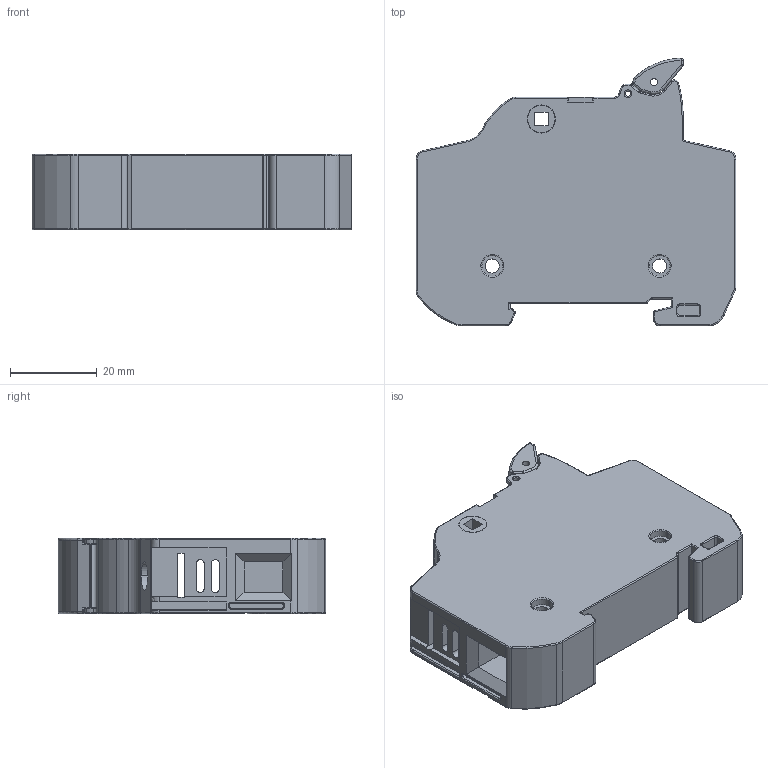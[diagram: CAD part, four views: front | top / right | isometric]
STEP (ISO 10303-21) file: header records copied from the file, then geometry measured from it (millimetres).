
FILE_DESCRIPTION (( 'STEP AP214' ), '1' );
FILE_NAME ('EHCC1DU-12.STEP', '2012-06-01T17:43:33', ( '.adc' ), ( '' ), 'SwSTEP 2.0', 'SolidWorks 2011', '' );
FILE_SCHEMA (( 'AUTOMOTIVE_DESIGN' ));
Length unit declared in the file: millimetre
Products named in the file (1): EHCC1DU-12
Bounding box: 73.88 x 61.82 x 17.5 mm (x, y, z)
Volume: 52716.9 mm3; surface area: 19520.8 mm2
Topology: 1 solids, 1 shells, 626 faces, 1591 edges, 991 vertices
Faces by surface type: plane 245, cylinder 214, torus 131, bspline 26, cone 10
Entity records: 20770 total; most frequent: CARTESIAN_POINT 4983, DIRECTION 3304, ORIENTED_EDGE 3182, EDGE_CURVE 1591, AXIS2_PLACEMENT_3D 1212, VERTEX_POINT 991, VECTOR 880, LINE 880
